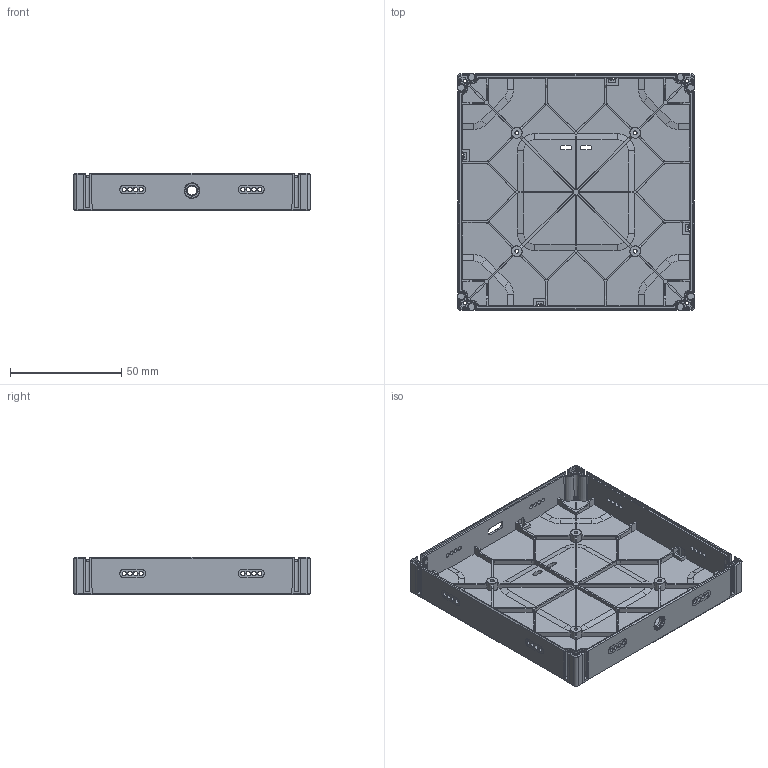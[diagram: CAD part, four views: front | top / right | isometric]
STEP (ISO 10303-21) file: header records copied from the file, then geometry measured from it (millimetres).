
FILE_DESCRIPTION(('FreeCAD Model'),'2;1');
FILE_NAME('Open CASCADE Shape Model','2024-01-02T16:12:40',('FreeCAD'),( 'FreeCAD'),'Open CASCADE STEP processor 7.6','FreeCAD','Unknown');
FILE_SCHEMA(('AUTOMOTIVE_DESIGN { 1 0 10303 214 1 1 1 1 }'));
Length unit declared in the file: millimetre
Products named in the file (1): Open CASCADE STEP translator 7.6 1
Bounding box: 106.6 x 106.6 x 17 mm (x, y, z)
Volume: 36261.7 mm3; surface area: 40457.7 mm2
Topology: 1 solids, 1 shells, 1011 faces, 2970 edges, 1982 vertices
Faces by surface type: cone 360, plane 307, bspline 292, cylinder 52
Entity records: 40866 total; most frequent: CARTESIAN_POINT 16411, ORIENTED_EDGE 5940, DIRECTION 3962, EDGE_CURVE 2970, VERTEX_POINT 1982, AXIS2_PLACEMENT_3D 1599, B_SPLINE_CURVE_WITH_KNOTS 1311, FACE_BOUND 1128
